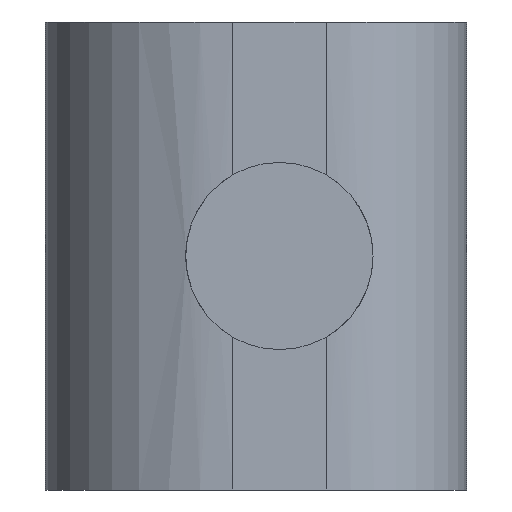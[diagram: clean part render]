
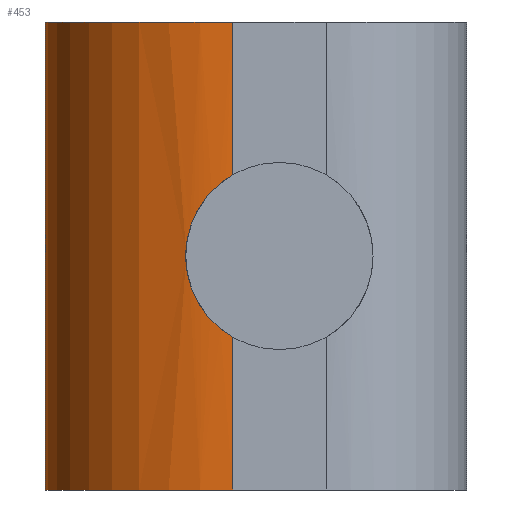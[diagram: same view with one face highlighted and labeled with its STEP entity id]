
A CAD part, left-side view. The second image highlights one B-rep face of the part: STEP entity #453.
In plain terms, the highlighted cylindrical face has radius 20 mm (diameter 40 mm), a partial arc.
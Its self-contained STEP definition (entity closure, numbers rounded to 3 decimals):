
#47=FACE_OUTER_BOUND('',#71,.T.);
#71=EDGE_LOOP('',(#354,#355,#356,#357,#358,#359));
#91=LINE('',#728,#129);
#105=LINE('',#809,#143);
#106=LINE('',#813,#144);
#129=VECTOR('',#561,10.);
#143=VECTOR('',#609,10.);
#144=VECTOR('',#612,10.);
#161=B_SPLINE_CURVE_WITH_KNOTS('',3,(#670,#671,#672,#673,#674,#675,#676,
#677,#678,#679,#680,#681,#682,#683),.UNSPECIFIED.,.F.,.F.,(4,2,2,2,2,2,
4),(2.146,2.394,2.775,3.156,
3.537,3.918,4.166),.UNSPECIFIED.);
#183=CIRCLE('',#509,20.);
#184=CIRCLE('',#510,20.);
#189=VERTEX_POINT('',#666);
#191=VERTEX_POINT('',#669);
#203=VERTEX_POINT('',#727);
#223=VERTEX_POINT('',#808);
#224=VERTEX_POINT('',#810);
#225=VERTEX_POINT('',#812);
#234=EDGE_CURVE('',#191,#189,#161,.T.);
#249=EDGE_CURVE('',#203,#191,#91,.T.);
#275=EDGE_CURVE('',#189,#223,#105,.T.);
#276=EDGE_CURVE('',#223,#224,#183,.T.);
#277=EDGE_CURVE('',#225,#224,#106,.T.);
#278=EDGE_CURVE('',#203,#225,#184,.T.);
#354=ORIENTED_EDGE('',*,*,#234,.T.);
#355=ORIENTED_EDGE('',*,*,#275,.T.);
#356=ORIENTED_EDGE('',*,*,#276,.T.);
#357=ORIENTED_EDGE('',*,*,#277,.F.);
#358=ORIENTED_EDGE('',*,*,#278,.F.);
#359=ORIENTED_EDGE('',*,*,#249,.T.);
#438=CYLINDRICAL_SURFACE('',#508,20.);
#453=ADVANCED_FACE('',(#47),#438,.T.);
#508=AXIS2_PLACEMENT_3D('',#807,#607,#608);
#509=AXIS2_PLACEMENT_3D('',#811,#610,#611);
#510=AXIS2_PLACEMENT_3D('',#814,#613,#614);
#561=DIRECTION('',(0.,0.,1.));
#607=DIRECTION('center_axis',(0.,0.,-1.));
#608=DIRECTION('ref_axis',(-1.,0.,0.));
#609=DIRECTION('',(0.,0.,1.));
#610=DIRECTION('center_axis',(0.,0.,-1.));
#611=DIRECTION('ref_axis',(-1.,0.,0.));
#612=DIRECTION('',(0.,0.,1.));
#613=DIRECTION('center_axis',(0.,0.,-1.));
#614=DIRECTION('ref_axis',(-1.,0.,0.));
#666=CARTESIAN_POINT('',(-30.,10.,33.66));
#669=CARTESIAN_POINT('',(-30.,10.,16.34));
#670=CARTESIAN_POINT('Ctrl Pts',(-30.,10.,16.34));
#671=CARTESIAN_POINT('Ctrl Pts',(-30.,10.753,16.774));
#672=CARTESIAN_POINT('Ctrl Pts',(-29.957,11.44,17.306));
#673=CARTESIAN_POINT('Ctrl Pts',(-29.805,12.928,18.775));
#674=CARTESIAN_POINT('Ctrl Pts',(-29.66,13.708,19.903));
#675=CARTESIAN_POINT('Ctrl Pts',(-29.437,14.743,22.38));
#676=CARTESIAN_POINT('Ctrl Pts',(-29.365,15.,23.73));
#677=CARTESIAN_POINT('Ctrl Pts',(-29.365,15.,26.27));
#678=CARTESIAN_POINT('Ctrl Pts',(-29.437,14.743,27.62));
#679=CARTESIAN_POINT('Ctrl Pts',(-29.66,13.708,30.097));
#680=CARTESIAN_POINT('Ctrl Pts',(-29.805,12.928,31.225));
#681=CARTESIAN_POINT('Ctrl Pts',(-29.957,11.44,32.694));
#682=CARTESIAN_POINT('Ctrl Pts',(-30.,10.753,33.226));
#683=CARTESIAN_POINT('Ctrl Pts',(-30.,10.,33.66));
#727=CARTESIAN_POINT('',(-30.,10.,0.));
#728=CARTESIAN_POINT('',(-30.,10.,0.));
#807=CARTESIAN_POINT('Origin',(-10.,10.,0.));
#808=CARTESIAN_POINT('',(-30.,10.,50.));
#809=CARTESIAN_POINT('',(-30.,10.,0.));
#810=CARTESIAN_POINT('',(-10.,30.,50.));
#811=CARTESIAN_POINT('Origin',(-10.,10.,50.));
#812=CARTESIAN_POINT('',(-10.,30.,0.));
#813=CARTESIAN_POINT('',(-10.,30.,0.));
#814=CARTESIAN_POINT('Origin',(-10.,10.,0.));
